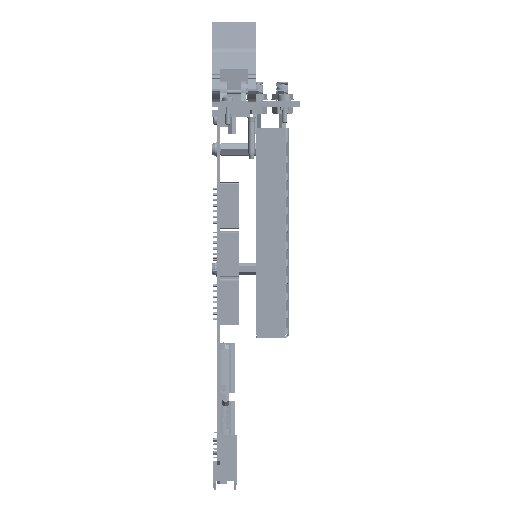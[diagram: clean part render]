
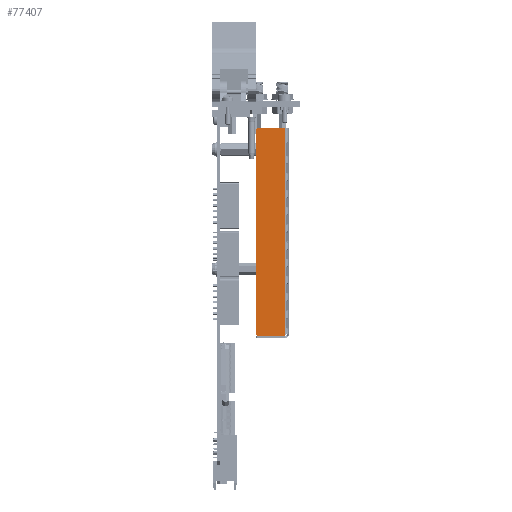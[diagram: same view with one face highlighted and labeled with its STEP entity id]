
A CAD part, front view. The second image highlights one B-rep face of the part: STEP entity #77407.
In plain terms, the highlighted planar face has unit normal (0, -1, 0).
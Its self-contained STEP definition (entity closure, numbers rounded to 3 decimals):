
#18449 = PLANE ( 'NONE',  #500143 ) ;
#18455 = CARTESIAN_POINT ( 'NONE',  ( 17.8, 18.766, -28.649 ) ) ;
#18461 = DIRECTION ( 'NONE',  ( 0., 1., 0. ) ) ;
#18465 = DIRECTION ( 'NONE',  ( -1., 0., 0. ) ) ;
#62521 = DIRECTION ( 'NONE',  ( 0., 0., -1. ) ) ;
#62661 = CARTESIAN_POINT ( 'NONE',  ( 30.863, 18.766, -28.649 ) ) ;
#63915 = CARTESIAN_POINT ( 'NONE',  ( 17.8, 18.766, 66.351 ) ) ;
#64076 = DIRECTION ( 'NONE',  ( 1., 0., 0. ) ) ;
#64130 = CARTESIAN_POINT ( 'NONE',  ( 18.3, 18.766, -27.078 ) ) ;
#64138 = DIRECTION ( 'NONE',  ( 0., -1., 0. ) ) ;
#64147 = DIRECTION ( 'NONE',  ( -1., 0., 0. ) ) ;
#77407 = ADVANCED_FACE ( 'NONE', ( #438337 ), #18449, .F. ) ;
#83013 = CARTESIAN_POINT ( 'NONE',  ( 30.863, 18.766, -27.578 ) ) ;
#83039 = DIRECTION ( 'NONE',  ( -1., 0., 0. ) ) ;
#83137 = CARTESIAN_POINT ( 'NONE',  ( 17.8, 18.766, -28.649 ) ) ;
#83148 = DIRECTION ( 'NONE',  ( 0., 0., 1. ) ) ;
#83170 = CARTESIAN_POINT ( 'NONE',  ( 23.728, 18.766, -34.576 ) ) ;
#83180 = DIRECTION ( 'NONE',  ( -0.707, 0., -0.707 ) ) ;
#83205 = CARTESIAN_POINT ( 'NONE',  ( 18.3, 18.766, 65.851 ) ) ;
#83210 = DIRECTION ( 'NONE',  ( 0., -1., 0. ) ) ;
#83215 = DIRECTION ( 'NONE',  ( -1., 0., 0. ) ) ;
#118594 = CARTESIAN_POINT ( 'NONE',  ( 30.863, 18.766, 66.351 ) ) ;
#118609 = CARTESIAN_POINT ( 'NONE',  ( 30.863, 18.766, -27.44 ) ) ;
#118629 = CARTESIAN_POINT ( 'NONE',  ( 17.8, 18.766, 65.851 ) ) ;
#118634 = CARTESIAN_POINT ( 'NONE',  ( 18.3, 18.766, -27.578 ) ) ;
#118664 = CARTESIAN_POINT ( 'NONE',  ( 17.8, 18.766, -27.078 ) ) ;
#118669 = CARTESIAN_POINT ( 'NONE',  ( 30.726, 18.766, -27.578 ) ) ;
#118674 = CARTESIAN_POINT ( 'NONE',  ( 18.3, 18.766, 66.351 ) ) ;
#385232 = EDGE_LOOP ( 'NONE', ( #415980, #415984, #415989, #415993, #415999, #416003, #416007 ) ) ;
#415980 = ORIENTED_EDGE ( 'NONE', *, *, #634974, .F. ) ;
#415984 = ORIENTED_EDGE ( 'NONE', *, *, #634897, .T. ) ;
#415989 = ORIENTED_EDGE ( 'NONE', *, *, #634928, .F. ) ;
#415993 = ORIENTED_EDGE ( 'NONE', *, *, #634992, .F. ) ;
#415999 = ORIENTED_EDGE ( 'NONE', *, *, #634621, .F. ) ;
#416003 = ORIENTED_EDGE ( 'NONE', *, *, #634888, .F. ) ;
#416007 = ORIENTED_EDGE ( 'NONE', *, *, #635001, .T. ) ;
#438337 = FACE_OUTER_BOUND ( 'NONE', #385232, .T. ) ;
#500143 = AXIS2_PLACEMENT_3D ( 'NONE', #18455, #18461, #18465 ) ;
#526396 = AXIS2_PLACEMENT_3D ( 'NONE', #64130, #64138, #64147 ) ;
#526418 = AXIS2_PLACEMENT_3D ( 'NONE', #83205, #83210, #83215 ) ;
#533293 = LINE ( 'NONE', #62661, #533299 ) ;
#533299 = VECTOR ( 'NONE', #62521, 1000. ) ;
#533402 = LINE ( 'NONE', #63915, #533420 ) ;
#533416 = CIRCLE ( 'NONE', #526396, 0.5 ) ;
#533420 = VECTOR ( 'NONE', #64076, 1000. ) ;
#533427 = LINE ( 'NONE', #83013, #533444 ) ;
#533444 = VECTOR ( 'NONE', #83039, 1000. ) ;
#533471 = LINE ( 'NONE', #83137, #533479 ) ;
#533479 = VECTOR ( 'NONE', #83148, 1000. ) ;
#533482 = LINE ( 'NONE', #83170, #533491 ) ;
#533488 = CIRCLE ( 'NONE', #526418, 0.5 ) ;
#533491 = VECTOR ( 'NONE', #83180, 1000. ) ;
#634621 = EDGE_CURVE ( 'NONE', #645841, #645859, #533293, .T. ) ;
#634888 = EDGE_CURVE ( 'NONE', #645971, #645841, #533402, .T. ) ;
#634897 = EDGE_CURVE ( 'NONE', #645953, #645945, #533416, .T. ) ;
#634928 = EDGE_CURVE ( 'NONE', #645960, #645945, #533427, .T. ) ;
#634974 = EDGE_CURVE ( 'NONE', #645953, #645896, #533471, .T. ) ;
#634992 = EDGE_CURVE ( 'NONE', #645859, #645960, #533482, .T. ) ;
#635001 = EDGE_CURVE ( 'NONE', #645971, #645896, #533488, .T. ) ;
#645841 = VERTEX_POINT ( 'NONE', #118594 ) ;
#645859 = VERTEX_POINT ( 'NONE', #118609 ) ;
#645896 = VERTEX_POINT ( 'NONE', #118629 ) ;
#645945 = VERTEX_POINT ( 'NONE', #118634 ) ;
#645953 = VERTEX_POINT ( 'NONE', #118664 ) ;
#645960 = VERTEX_POINT ( 'NONE', #118669 ) ;
#645971 = VERTEX_POINT ( 'NONE', #118674 ) ;
